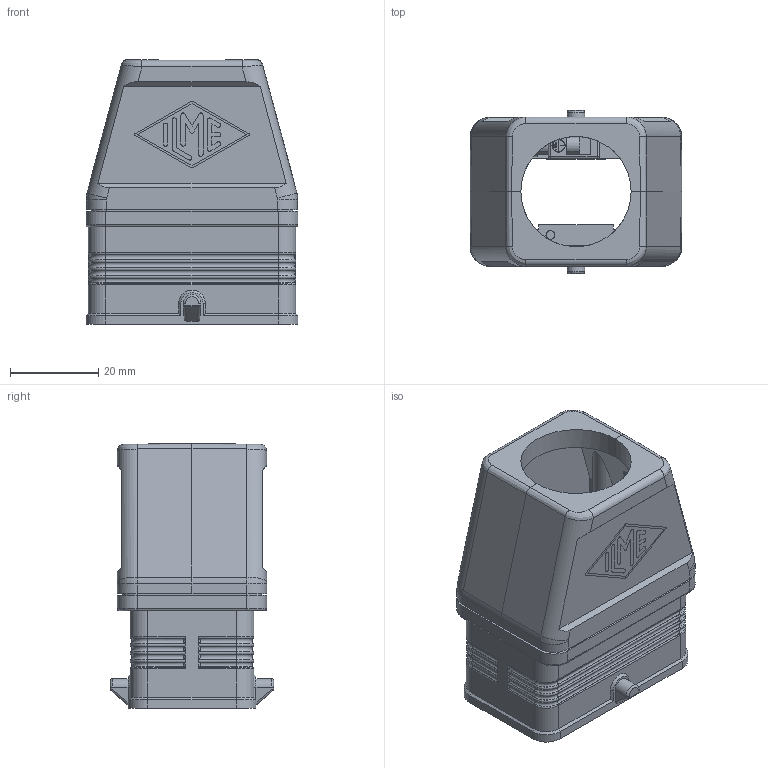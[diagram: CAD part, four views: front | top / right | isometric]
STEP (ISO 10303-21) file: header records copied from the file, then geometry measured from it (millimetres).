
FILE_DESCRIPTION(('Creo Elements/Direct Modeling STEP Export'),'2;1');
FILE_NAME('0lndrp34skmri554060','2019-09-09T13:46:17',(''),(''),'Creo Elements/Direct Modeling STEP processor for AP214 (Solid Model)','Creo Elements/Direct Modeling 20.1B 02-Apr-2019 (C) Parametric Technology GmbH','');
FILE_SCHEMA(('AUTOMOTIVE_DESIGN { 1 0 10303 214 1 1 1 1 }'));
Length unit declared in the file: millimetre
Products named in the file (1): MXA_01_V25
Bounding box: 48 x 37 x 60 mm (x, y, z)
Volume: 24877.7 mm3; surface area: 24311.8 mm2
Topology: 1 solids, 1 shells, 683 faces, 1782 edges, 1123 vertices
Faces by surface type: plane 390, cylinder 179, torus 45, cone 38, bspline 16, sphere 15
Entity records: 22824 total; most frequent: CARTESIAN_POINT 6420, ORIENTED_EDGE 3550, DIRECTION 3298, EDGE_CURVE 1775, VECTOR 1142, LINE 1142, VERTEX_POINT 1123, AXIS2_PLACEMENT_3D 1078
